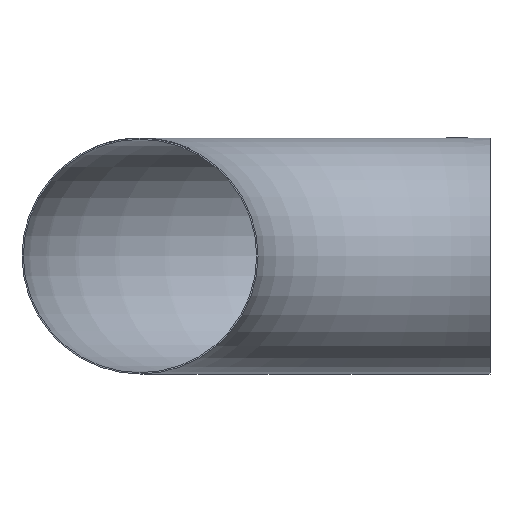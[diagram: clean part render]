
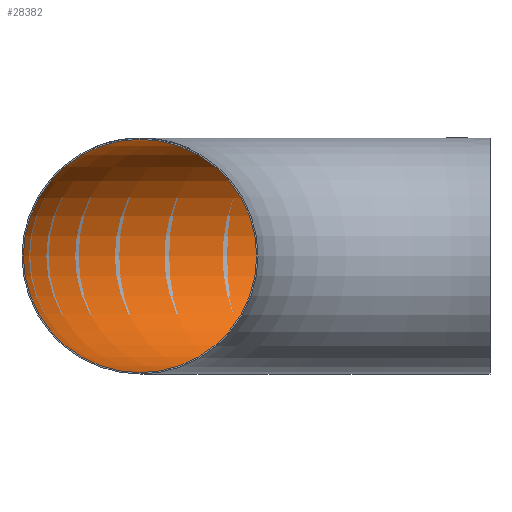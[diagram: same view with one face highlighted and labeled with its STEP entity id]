
A CAD part, front view. The second image highlights one B-rep face of the part: STEP entity #28382.
In plain terms, the highlighted toroidal (fillet/blend) face has major radius 1050 mm and minor radius 350 mm.
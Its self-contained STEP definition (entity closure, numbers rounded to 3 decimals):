
#5042 = DIRECTION ( 'NONE',  ( -1., 0., 0. ) ) ;
#8285 = FACE_OUTER_BOUND ( 'NONE', #39355, .T. ) ;
#8493 = FACE_OUTER_BOUND ( 'NONE', #17615, .T. ) ;
#8814 = ORIENTED_EDGE ( 'NONE', *, *, #38305, .T. ) ;
#8987 = VERTEX_POINT ( 'NONE', #25841 ) ;
#10420 = AXIS2_PLACEMENT_3D ( 'NONE', #34630, #25122, #5042 ) ;
#15117 = DIRECTION ( 'NONE',  ( 1., 0., 0. ) ) ;
#15301 = DIRECTION ( 'NONE',  ( 0., 1., 0. ) ) ;
#17615 = EDGE_LOOP ( 'NONE', ( #8814 ) ) ;
#18878 = AXIS2_PLACEMENT_3D ( 'NONE', #41250, #15117, #25089 ) ;
#18911 = CARTESIAN_POINT ( 'NONE',  ( 0., 1400., 0. ) ) ;
#21717 = ORIENTED_EDGE ( 'NONE', *, *, #36238, .F. ) ;
#22151 = VERTEX_POINT ( 'NONE', #18911 ) ;
#22305 = CIRCLE ( 'NONE', #25070, 350. ) ;
#25070 = AXIS2_PLACEMENT_3D ( 'NONE', #31947, #15301, #38214 ) ;
#25089 = DIRECTION ( 'NONE',  ( 0., 1., 0. ) ) ;
#25122 = DIRECTION ( 'NONE',  ( 0., 0., -1. ) ) ;
#25841 = CARTESIAN_POINT ( 'NONE',  ( -1050., 0., 350. ) ) ;
#28382 = ADVANCED_FACE ( 'NONE', ( #8493, #8285 ), #36626, .F. ) ;
#31947 = CARTESIAN_POINT ( 'NONE',  ( -1050., 0., 0. ) ) ;
#34630 = CARTESIAN_POINT ( 'NONE',  ( 0., 0., 0. ) ) ;
#36238 = EDGE_CURVE ( 'NONE', #8987, #8987, #22305, .T. ) ;
#36626 = TOROIDAL_SURFACE ( 'NONE', #10420, 1050., 350. ) ;
#37515 = CIRCLE ( 'NONE', #18878, 350. ) ;
#38214 = DIRECTION ( 'NONE',  ( 0., 0., 1. ) ) ;
#38305 = EDGE_CURVE ( 'NONE', #22151, #22151, #37515, .T. ) ;
#39355 = EDGE_LOOP ( 'NONE', ( #21717 ) ) ;
#41250 = CARTESIAN_POINT ( 'NONE',  ( 0., 1050., 0. ) ) ;
